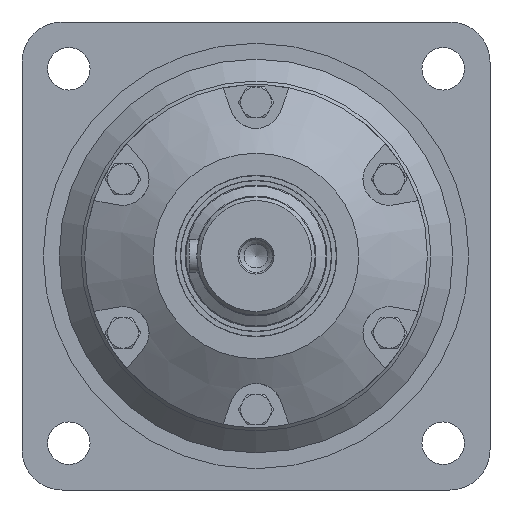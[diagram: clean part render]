
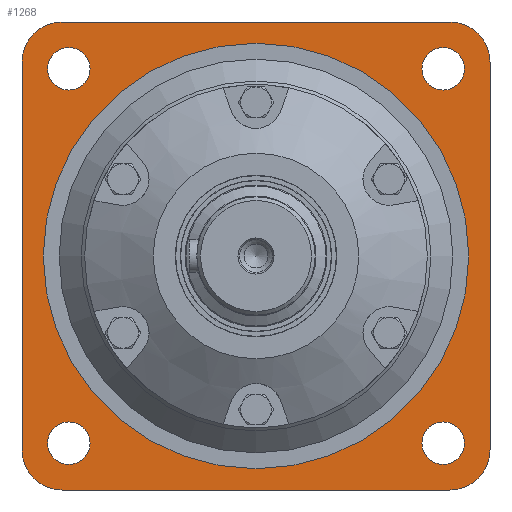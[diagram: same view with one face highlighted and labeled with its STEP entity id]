
A CAD part, left-side view. The second image highlights one B-rep face of the part: STEP entity #1268.
In plain terms, the highlighted planar face has unit normal (-1, 0, 0).
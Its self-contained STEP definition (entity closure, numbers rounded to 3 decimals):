
#1268 = ADVANCED_FACE( '', ( #2757, #2758, #2759, #2760, #2761, #2762 ), #2763, .F. );
#2757 = FACE_BOUND( '', #4469, .T. );
#2758 = FACE_BOUND( '', #4470, .T. );
#2759 = FACE_BOUND( '', #4471, .T. );
#2760 = FACE_BOUND( '', #4472, .T. );
#2761 = FACE_BOUND( '', #4473, .T. );
#2762 = FACE_OUTER_BOUND( '', #4474, .T. );
#2763 = PLANE( '', #4475 );
#4469 = EDGE_LOOP( '', ( #7698 ) );
#4470 = EDGE_LOOP( '', ( #7699 ) );
#4471 = EDGE_LOOP( '', ( #7700 ) );
#4472 = EDGE_LOOP( '', ( #7701 ) );
#4473 = EDGE_LOOP( '', ( #7702 ) );
#4474 = EDGE_LOOP( '', ( #7703, #7704, #7705, #7706, #7707, #7708, #7709, #7710 ) );
#4475 = AXIS2_PLACEMENT_3D( '', #7711, #7712, #7713 );
#7698 = ORIENTED_EDGE( '', *, *, #9494, .T. );
#7699 = ORIENTED_EDGE( '', *, *, #9451, .T. );
#7700 = ORIENTED_EDGE( '', *, *, #10234, .T. );
#7701 = ORIENTED_EDGE( '', *, *, #10425, .T. );
#7702 = ORIENTED_EDGE( '', *, *, #10426, .T. );
#7703 = ORIENTED_EDGE( '', *, *, #10242, .F. );
#7704 = ORIENTED_EDGE( '', *, *, #10427, .F. );
#7705 = ORIENTED_EDGE( '', *, *, #10428, .F. );
#7706 = ORIENTED_EDGE( '', *, *, #10429, .F. );
#7707 = ORIENTED_EDGE( '', *, *, #10430, .F. );
#7708 = ORIENTED_EDGE( '', *, *, #10215, .F. );
#7709 = ORIENTED_EDGE( '', *, *, #10431, .F. );
#7710 = ORIENTED_EDGE( '', *, *, #10220, .F. );
#7711 = CARTESIAN_POINT( '', ( 107.4, -82., 82. ) );
#7712 = DIRECTION( '', ( 1., 0., 0. ) );
#7713 = DIRECTION( '', ( 0., 0., -1. ) );
#9451 = EDGE_CURVE( '', #11180, #11180, #11181, .T. );
#9494 = EDGE_CURVE( '', #11258, #11258, #11259, .T. );
#10215 = EDGE_CURVE( '', #12352, #12354, #12355, .T. );
#10220 = EDGE_CURVE( '', #12361, #12363, #12364, .T. );
#10234 = EDGE_CURVE( '', #12384, #12384, #12385, .T. );
#10242 = EDGE_CURVE( '', #12395, #12361, #12397, .T. );
#10425 = EDGE_CURVE( '', #12625, #12625, #12626, .T. );
#10426 = EDGE_CURVE( '', #12627, #12627, #12628, .T. );
#10427 = EDGE_CURVE( '', #12629, #12395, #12630, .T. );
#10428 = EDGE_CURVE( '', #12631, #12629, #12632, .T. );
#10429 = EDGE_CURVE( '', #12633, #12631, #12634, .T. );
#10430 = EDGE_CURVE( '', #12354, #12633, #12635, .T. );
#10431 = EDGE_CURVE( '', #12363, #12352, #12636, .T. );
#11180 = VERTEX_POINT( '', #13772 );
#11181 = CIRCLE( '', #13773, 9. );
#11258 = VERTEX_POINT( '', #13881 );
#11259 = CIRCLE( '', #13882, 90. );
#12352 = VERTEX_POINT( '', #15976 );
#12354 = VERTEX_POINT( '', #15979 );
#12355 = CIRCLE( '', #15980, 17. );
#12361 = VERTEX_POINT( '', #15987 );
#12363 = VERTEX_POINT( '', #15990 );
#12364 = CIRCLE( '', #15991, 17. );
#12384 = VERTEX_POINT( '', #16017 );
#12385 = CIRCLE( '', #16018, 9. );
#12395 = VERTEX_POINT( '', #16029 );
#12397 = LINE( '', #16032, #16033 );
#12625 = VERTEX_POINT( '', #16363 );
#12626 = CIRCLE( '', #16364, 9. );
#12627 = VERTEX_POINT( '', #16365 );
#12628 = CIRCLE( '', #16366, 9. );
#12629 = VERTEX_POINT( '', #16367 );
#12630 = CIRCLE( '', #16368, 17. );
#12631 = VERTEX_POINT( '', #16369 );
#12632 = LINE( '', #16370, #16371 );
#12633 = VERTEX_POINT( '', #16372 );
#12634 = CIRCLE( '', #16373, 17. );
#12635 = LINE( '', #16374, #16375 );
#12636 = LINE( '', #16376, #16377 );
#13772 = CARTESIAN_POINT( '', ( 107.4, -79.196, 70.196 ) );
#13773 = AXIS2_PLACEMENT_3D( '', #17239, #17240, #17241 );
#13881 = CARTESIAN_POINT( '', ( 107.4, 0., -90. ) );
#13882 = AXIS2_PLACEMENT_3D( '', #17303, #17304, #17305 );
#15976 = CARTESIAN_POINT( '', ( 107.4, -99., -82. ) );
#15979 = CARTESIAN_POINT( '', ( 107.4, -82., -99. ) );
#15980 = AXIS2_PLACEMENT_3D( '', #18161, #18162, #18163 );
#15987 = CARTESIAN_POINT( '', ( 107.4, -82., 99. ) );
#15990 = CARTESIAN_POINT( '', ( 107.4, -99., 82. ) );
#15991 = AXIS2_PLACEMENT_3D( '', #18169, #18170, #18171 );
#16017 = CARTESIAN_POINT( '', ( 107.4, 79.196, 70.196 ) );
#16018 = AXIS2_PLACEMENT_3D( '', #18187, #18188, #18189 );
#16029 = CARTESIAN_POINT( '', ( 107.4, 82., 99. ) );
#16032 = CARTESIAN_POINT( '', ( 107.4, 82., 99. ) );
#16033 = VECTOR( '', #18198, 1000. );
#16363 = CARTESIAN_POINT( '', ( 107.4, 79.196, -88.196 ) );
#16364 = AXIS2_PLACEMENT_3D( '', #18391, #18392, #18393 );
#16365 = CARTESIAN_POINT( '', ( 107.4, -79.196, -88.196 ) );
#16366 = AXIS2_PLACEMENT_3D( '', #18394, #18395, #18396 );
#16367 = CARTESIAN_POINT( '', ( 107.4, 99., 82. ) );
#16368 = AXIS2_PLACEMENT_3D( '', #18397, #18398, #18399 );
#16369 = CARTESIAN_POINT( '', ( 107.4, 99., -82. ) );
#16370 = CARTESIAN_POINT( '', ( 107.4, 99., -82. ) );
#16371 = VECTOR( '', #18400, 1000. );
#16372 = CARTESIAN_POINT( '', ( 107.4, 82., -99. ) );
#16373 = AXIS2_PLACEMENT_3D( '', #18401, #18402, #18403 );
#16374 = CARTESIAN_POINT( '', ( 107.4, -82., -99. ) );
#16375 = VECTOR( '', #18404, 1000. );
#16376 = CARTESIAN_POINT( '', ( 107.4, -99., 82. ) );
#16377 = VECTOR( '', #18405, 1000. );
#17239 = CARTESIAN_POINT( '', ( 107.4, -79.196, 79.196 ) );
#17240 = DIRECTION( '', ( 1., 0., 0. ) );
#17241 = DIRECTION( '', ( 0., 0., -1. ) );
#17303 = CARTESIAN_POINT( '', ( 107.4, 0., 0. ) );
#17304 = DIRECTION( '', ( 1., 0., 0. ) );
#17305 = DIRECTION( '', ( 0., 0., -1. ) );
#18161 = CARTESIAN_POINT( '', ( 107.4, -82., -82. ) );
#18162 = DIRECTION( '', ( 1., 0., 0. ) );
#18163 = DIRECTION( '', ( 0., 0., -1. ) );
#18169 = CARTESIAN_POINT( '', ( 107.4, -82., 82. ) );
#18170 = DIRECTION( '', ( 1., 0., 0. ) );
#18171 = DIRECTION( '', ( 0., 0., -1. ) );
#18187 = CARTESIAN_POINT( '', ( 107.4, 79.196, 79.196 ) );
#18188 = DIRECTION( '', ( 1., 0., 0. ) );
#18189 = DIRECTION( '', ( 0., 0., -1. ) );
#18198 = DIRECTION( '', ( 0., -1., 0. ) );
#18391 = CARTESIAN_POINT( '', ( 107.4, 79.196, -79.196 ) );
#18392 = DIRECTION( '', ( 1., 0., 0. ) );
#18393 = DIRECTION( '', ( 0., 0., -1. ) );
#18394 = CARTESIAN_POINT( '', ( 107.4, -79.196, -79.196 ) );
#18395 = DIRECTION( '', ( 1., 0., 0. ) );
#18396 = DIRECTION( '', ( 0., 0., -1. ) );
#18397 = CARTESIAN_POINT( '', ( 107.4, 82., 82. ) );
#18398 = DIRECTION( '', ( 1., 0., 0. ) );
#18399 = DIRECTION( '', ( 0., 0., -1. ) );
#18400 = DIRECTION( '', ( 0., 0., 1. ) );
#18401 = CARTESIAN_POINT( '', ( 107.4, 82., -82. ) );
#18402 = DIRECTION( '', ( 1., 0., 0. ) );
#18403 = DIRECTION( '', ( 0., 0., -1. ) );
#18404 = DIRECTION( '', ( 0., 1., 0. ) );
#18405 = DIRECTION( '', ( 0., 0., -1. ) );
